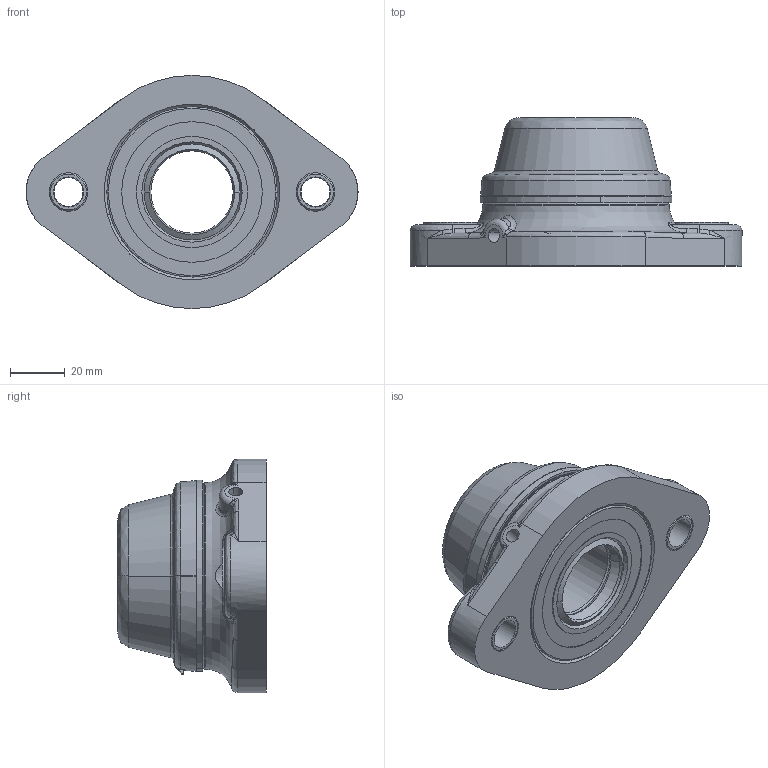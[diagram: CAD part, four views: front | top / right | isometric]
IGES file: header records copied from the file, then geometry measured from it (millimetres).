
Start section:  PTC IGES file: b0000623973.igs
Global section: file name: b0000623973.igs; native system: Pro/ENGINEER by Parametric Technology Corporation; preprocessor: 2010020; author: rcru51; organization: Rex Nord Marbet spa; date: 20100917.165353; units: millimetre
Bounding box: 121 x 54 x 85 mm (x, y, z)
Surface area: 44816.1 mm2 (no closed solid volume)
Topology: 0 solids, 0 shells, 357 faces, 1764 edges, 1764 vertices
Faces by surface type: revolution 241, bspline 116
